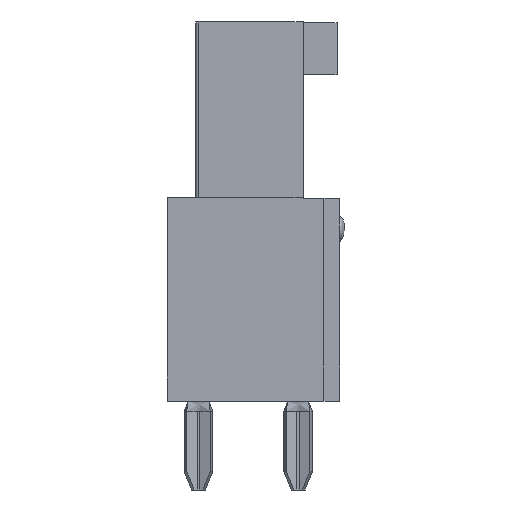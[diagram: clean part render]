
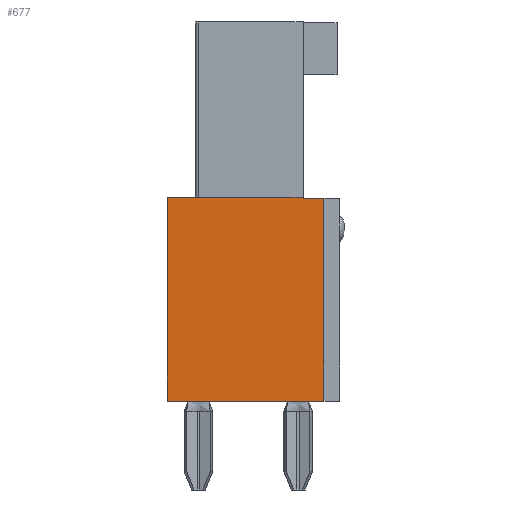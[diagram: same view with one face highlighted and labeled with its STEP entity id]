
A CAD part, left-side view. The second image highlights one B-rep face of the part: STEP entity #677.
In plain terms, the highlighted planar face has unit normal (-1, 0, 0).
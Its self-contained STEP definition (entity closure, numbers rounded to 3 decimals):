
#677 = ADVANCED_FACE( '', ( #1682 ), #1683, .F. );
#1682 = FACE_OUTER_BOUND( '', #3163, .T. );
#1683 = PLANE( '', #3164 );
#3163 = EDGE_LOOP( '', ( #4979, #4980, #4981, #4982, #4983, #4984 ) );
#3164 = AXIS2_PLACEMENT_3D( '', #4985, #4986, #4987 );
#4979 = ORIENTED_EDGE( '', *, *, #9003, .F. );
#4980 = ORIENTED_EDGE( '', *, *, #9004, .F. );
#4981 = ORIENTED_EDGE( '', *, *, #9005, .F. );
#4982 = ORIENTED_EDGE( '', *, *, #9006, .F. );
#4983 = ORIENTED_EDGE( '', *, *, #9007, .F. );
#4984 = ORIENTED_EDGE( '', *, *, #9008, .F. );
#4985 = CARTESIAN_POINT( '', ( -12.815, 0., 0. ) );
#4986 = DIRECTION( '', ( 1., 0., 0. ) );
#4987 = DIRECTION( '', ( 0., 0., -1. ) );
#9003 = EDGE_CURVE( '', #10910, #10911, #10912, .T. );
#9004 = EDGE_CURVE( '', #10913, #10910, #10914, .T. );
#9005 = EDGE_CURVE( '', #10915, #10913, #10916, .T. );
#9006 = EDGE_CURVE( '', #10917, #10915, #10918, .T. );
#9007 = EDGE_CURVE( '', #10919, #10917, #10920, .T. );
#9008 = EDGE_CURVE( '', #10911, #10919, #10921, .T. );
#10910 = VERTEX_POINT( '', #13664 );
#10911 = VERTEX_POINT( '', #13665 );
#10912 = LINE( '', #13666, #13667 );
#10913 = VERTEX_POINT( '', #13668 );
#10914 = LINE( '', #13669, #13670 );
#10915 = VERTEX_POINT( '', #13671 );
#10916 = LINE( '', #13672, #13673 );
#10917 = VERTEX_POINT( '', #13674 );
#10918 = LINE( '', #13675, #13676 );
#10919 = VERTEX_POINT( '', #13677 );
#10920 = LINE( '', #13678, #13679 );
#10921 = LINE( '', #13680, #13681 );
#13664 = CARTESIAN_POINT( '', ( -12.815, -2.7, -3.9 ) );
#13665 = CARTESIAN_POINT( '', ( -12.815, 3.3, -3.9 ) );
#13666 = CARTESIAN_POINT( '', ( -12.815, -2.7, -3.9 ) );
#13667 = VECTOR( '', #16903, 1000. );
#13668 = CARTESIAN_POINT( '', ( -12.815, -2.7, 3.85 ) );
#13669 = CARTESIAN_POINT( '', ( -12.815, -2.7, 3.85 ) );
#13670 = VECTOR( '', #16904, 1000. );
#13671 = CARTESIAN_POINT( '', ( -12.815, -1.9, 3.85 ) );
#13672 = CARTESIAN_POINT( '', ( -12.815, -1.9, 3.85 ) );
#13673 = VECTOR( '', #16905, 1000. );
#13674 = CARTESIAN_POINT( '', ( -12.815, -1.9, 3.9 ) );
#13675 = CARTESIAN_POINT( '', ( -12.815, -1.9, 3.9 ) );
#13676 = VECTOR( '', #16906, 1000. );
#13677 = CARTESIAN_POINT( '', ( -12.815, 3.3, 3.9 ) );
#13678 = CARTESIAN_POINT( '', ( -12.815, 3.3, 3.9 ) );
#13679 = VECTOR( '', #16907, 1000. );
#13680 = CARTESIAN_POINT( '', ( -12.815, 3.3, -3.9 ) );
#13681 = VECTOR( '', #16908, 1000. );
#16903 = DIRECTION( '', ( 0., 1., 0. ) );
#16904 = DIRECTION( '', ( 0., 0., -1. ) );
#16905 = DIRECTION( '', ( 0., -1., 0. ) );
#16906 = DIRECTION( '', ( 0., 0., -1. ) );
#16907 = DIRECTION( '', ( 0., -1., 0. ) );
#16908 = DIRECTION( '', ( 0., 0., 1. ) );
